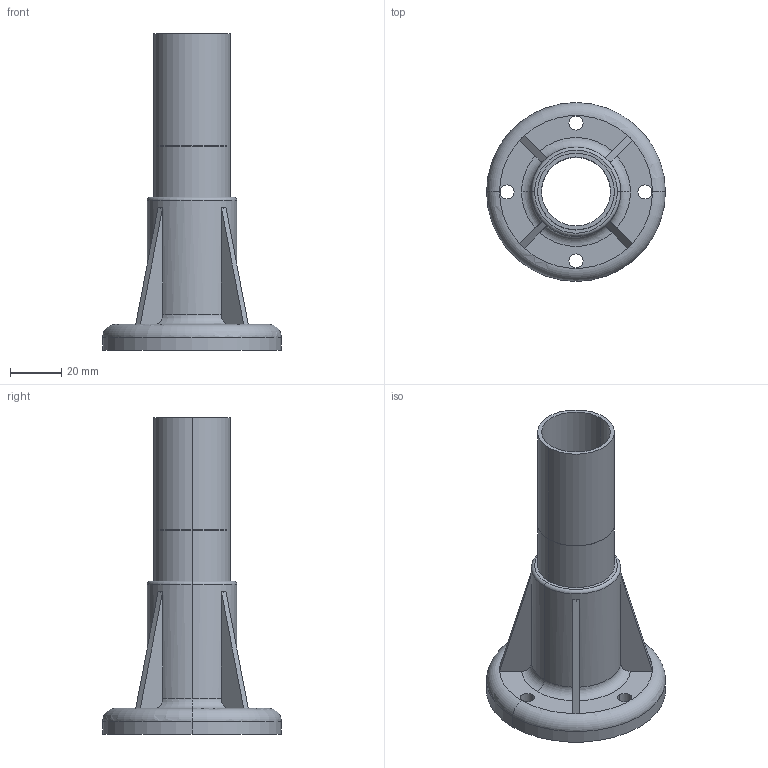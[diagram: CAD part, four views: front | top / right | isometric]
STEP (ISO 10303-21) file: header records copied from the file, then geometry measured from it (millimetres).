
FILE_DESCRIPTION(('starvars output'),'2;1');
FILE_NAME('cv20200408042109000005009.stp','04:21:09 2020/04/08',( 'Thomas Industrial Network Germany GmbH'),( 'Thomas Industrial Network Germany GmbH'),'unknown preprocess','ACIS' ,'unknown authorization');
FILE_SCHEMA(('AUTOMOTIVE_DESIGN_CC2 {UNKNOWN IMPLEMENTATION LEVEL}'));
Length unit declared in the file: millimetre
Products named in the file (1): PRODUCT_ID_1
Bounding box: 70 x 70 x 124 mm (x, y, z)
Volume: 62325.3 mm3; surface area: 33619.2 mm2
Topology: 1 solids, 1 shells, 66 faces, 158 edges, 96 vertices
Faces by surface type: plane 36, cylinder 18, torus 10, cone 2
Entity records: 2264 total; most frequent: CARTESIAN_POINT 345, ORIENTED_EDGE 324, DIRECTION 210, EDGE_CURVE 158, VERTEX_POINT 96, EDGE_LOOP 78, FACE_BOUND 78, AXIS2_PLACEMENT_3D 73
